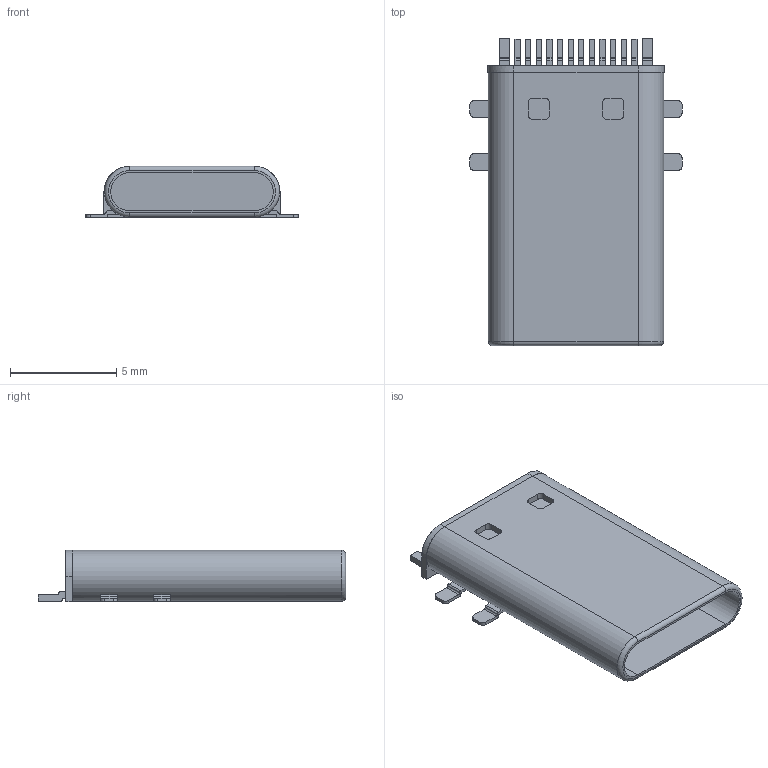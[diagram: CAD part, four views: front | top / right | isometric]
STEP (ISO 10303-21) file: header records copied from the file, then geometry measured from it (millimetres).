
FILE_DESCRIPTION(('FreeCAD Model'),'2;1');
FILE_NAME('Open CASCADE Shape Model','2021-01-08T23:28:39',('Author'),( ''),'Open CASCADE STEP processor 7.3','FreeCAD','Unknown');
FILE_SCHEMA(('AUTOMOTIVE_DESIGN { 1 0 10303 214 1 1 1 1 }'));
Length unit declared in the file: millimetre
Products named in the file (1): Body
Bounding box: 9.99 x 14.48 x 2.42 mm (x, y, z)
Volume: 180.6 mm3; surface area: 408.2 mm2
Topology: 1 solids, 1 shells, 247 faces, 670 edges, 444 vertices
Faces by surface type: plane 149, cylinder 96, torus 2
Entity records: 7828 total; most frequent: DIRECTION 1372, CARTESIAN_POINT 1362, ORIENTED_EDGE 1340, EDGE_CURVE 670, LINE 464, VECTOR 464, AXIS2_PLACEMENT_3D 454, VERTEX_POINT 444
